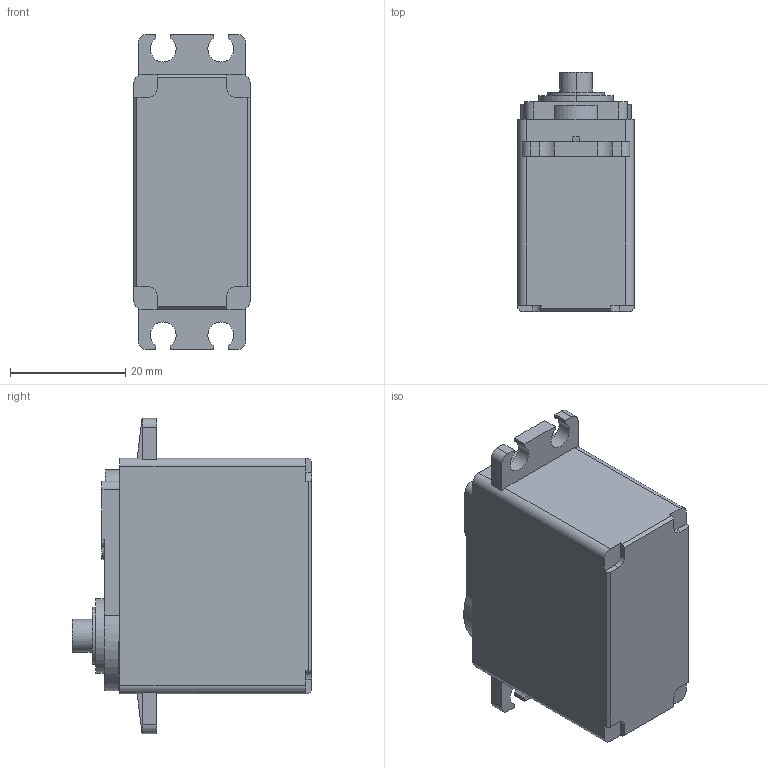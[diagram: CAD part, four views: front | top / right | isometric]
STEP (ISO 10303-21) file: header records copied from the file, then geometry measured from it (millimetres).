
FILE_DESCRIPTION((''),'2;1');
FILE_NAME('FS5109MSERVO','2023-10-12T14:38:18',('ccha425'),('Department of Mechanical Engineering, The University of Auckland'),'CREO PARAMETRIC BY PTC INC, 2017260','CREO PARAMETRIC BY PTC INC, 2017260','');
FILE_SCHEMA(('CONFIG_CONTROL_DESIGN'));
Length unit declared in the file: millimetre
Products named in the file (1): FS5109MSERVO
Bounding box: 20.1 x 41.4 x 54.6 mm (x, y, z)
Volume: 29669.9 mm3; surface area: 6601.2 mm2
Topology: 1 solids, 1 shells, 115 faces, 329 edges, 222 vertices
Faces by surface type: plane 78, cylinder 37
Entity records: 3823 total; most frequent: CARTESIAN_POINT 666, ORIENTED_EDGE 658, DIRECTION 657, EDGE_CURVE 329, VECTOR 231, LINE 231, VERTEX_POINT 222, AXIS2_PLACEMENT_3D 213
